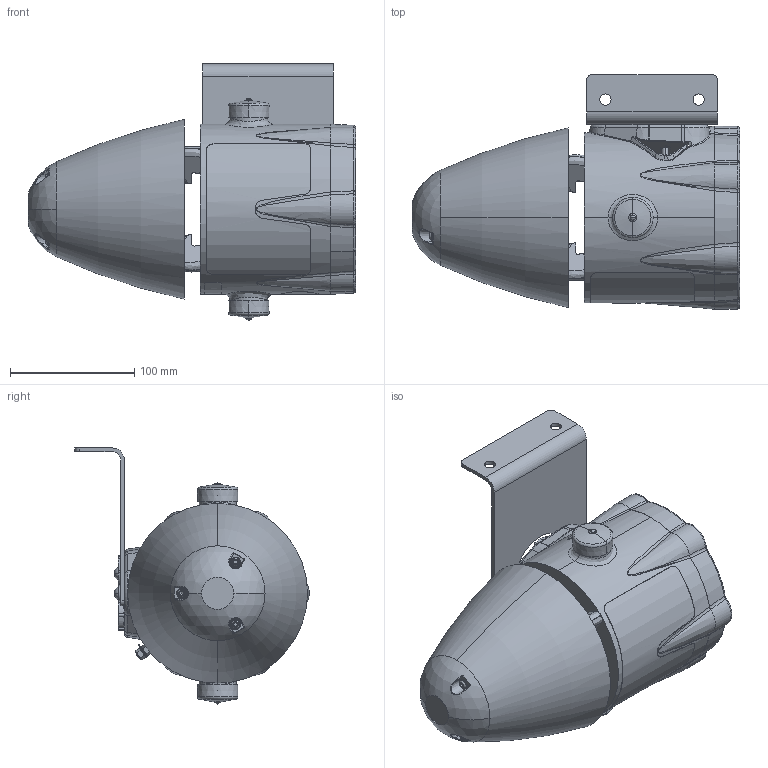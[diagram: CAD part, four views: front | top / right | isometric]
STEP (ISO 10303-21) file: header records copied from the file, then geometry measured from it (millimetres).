
FILE_DESCRIPTION (( 'STEP AP203' ), '1' );
FILE_NAME ('YA6S mit L-Bügel.STEP', '2017-05-04T13:29:25', ( '' ), ( '' ), 'SwSTEP 2.0', 'SolidWorks 2016', '' );
FILE_SCHEMA (( 'CONFIG_CONTROL_DESIGN' ));
Length unit declared in the file: millimetre
Products named in the file (1): YA6S mit L-Bügel
Bounding box: 263.5 x 188.74 x 206.23 mm (x, y, z)
Surface area: 241790.8 mm2 (no closed solid volume)
Topology: 0 solids, 35 shells, 556 faces, 1988 edges, 1418 vertices
Faces by surface type: cylinder 150, plane 145, bspline 91, torus 91, cone 63, sphere 16
Entity records: 29154 total; most frequent: CARTESIAN_POINT 13301, DIRECTION 3204, ORIENTED_EDGE 3106, EDGE_CURVE 1974, VERTEX_POINT 1418, AXIS2_PLACEMENT_3D 1329, CIRCLE 863, EDGE_LOOP 633
